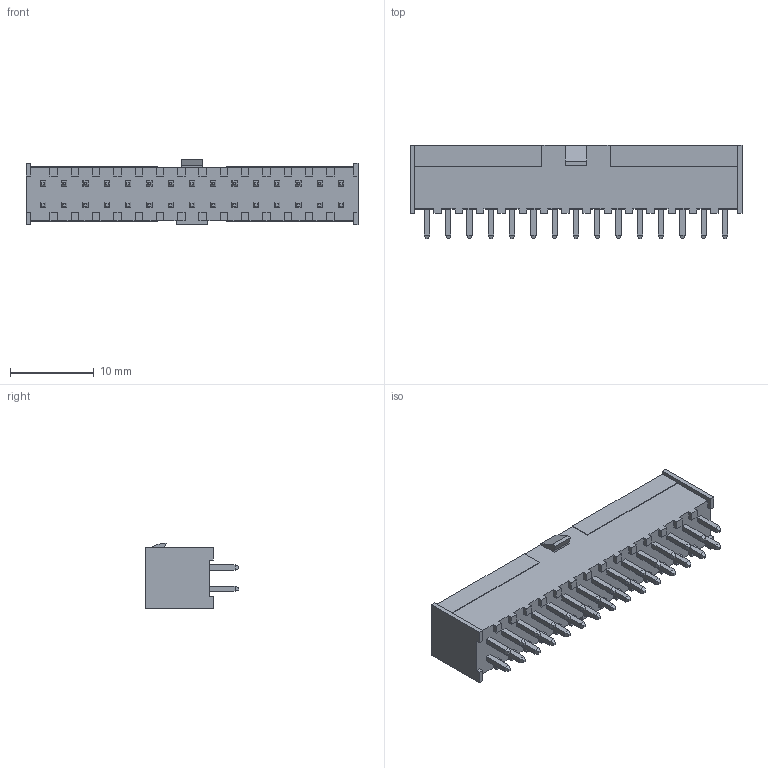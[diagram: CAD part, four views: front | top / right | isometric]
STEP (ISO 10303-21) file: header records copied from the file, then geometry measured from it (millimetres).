
FILE_DESCRIPTION (( 'STEP AP203' ), '1' );
FILE_NAME ('IPL1-115-01-X-D-K.step', '2013-03-12T16:52:49', ( 'Test' ), ( 'SAMTEC' ), 'SwSTEP 2.0', 'SolidWorks 2012', '' );
FILE_SCHEMA (( 'CONFIG_CONTROL_DESIGN' ));
Length unit declared in the file: inch
Products named in the file (1): IPL1-115-01-X-D-K
Bounding box: 39.62 x 11.18 x 7.87 mm (x, y, z)
Volume: 963.5 mm3; surface area: 3599.4 mm2
Topology: 1 solids, 1 shells, 929 faces, 2316 edges, 1464 vertices
Faces by surface type: plane 929
Entity records: 26809 total; most frequent: CARTESIAN_POINT 4710, ORIENTED_EDGE 4632, DIRECTION 4176, LINE 2316, VECTOR 2316, EDGE_CURVE 2316, VERTEX_POINT 1464, EDGE_LOOP 1004
